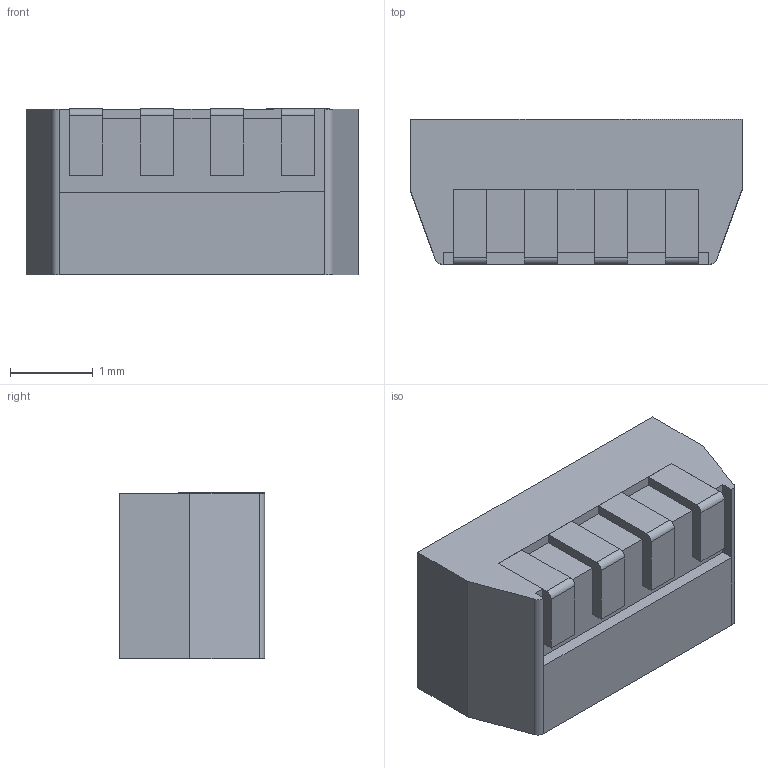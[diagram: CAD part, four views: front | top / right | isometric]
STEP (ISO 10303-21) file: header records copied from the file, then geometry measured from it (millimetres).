
FILE_DESCRIPTION (( 'STEP AP214' ), '1' );
FILE_NAME ('856D1157-B01F-4E84-A01B-59B96DFAF15E.STEP', '2022-08-24T19:29:44', ( '' ), ( '' ), 'SwSTEP 2.0', 'SolidWorks 2022', '' );
FILE_SCHEMA (( 'AUTOMOTIVE_DESIGN' ));
Length unit declared in the file: millimetre
Products named in the file (1): 856D1157-B01F-4E84-A01B-59B96DFAF15E
Bounding box: 4 x 1.75 x 2 mm (x, y, z)
Volume: 10.1 mm3; surface area: 50.8 mm2
Topology: 10 solids, 10 shells, 110 faces, 267 edges, 178 vertices
Faces by surface type: plane 97, cylinder 13
Entity records: 3292 total; most frequent: CARTESIAN_POINT 556, ORIENTED_EDGE 534, DIRECTION 515, EDGE_CURVE 267, VECTOR 241, LINE 241, VERTEX_POINT 178, AXIS2_PLACEMENT_3D 137
